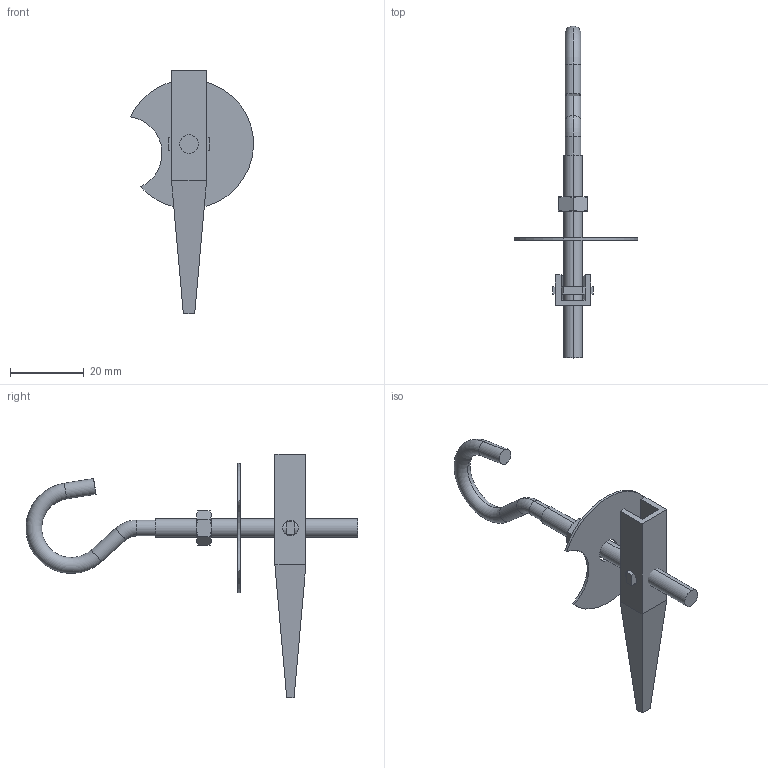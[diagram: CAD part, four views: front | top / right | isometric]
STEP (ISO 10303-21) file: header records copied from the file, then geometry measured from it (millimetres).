
FILE_DESCRIPTION (( 'STEP AP214' ), '1' );
FILE_NAME ('3482057.stp', '2018-01-29T13:14:01', ( '' ), ( '' ), 'SwSTEP 2.0', 'SolidWorks 2016', '' );
FILE_SCHEMA (( 'AUTOMOTIVE_DESIGN' ));
Length unit declared in the file: millimetre
Products named in the file (6): BH004-02_Standard; 35100009_Standard; BH002-03_Standard; 0067282_3470113 M5; BH004-01_Standard; 3482057
Assembly tree (5 placements, depth 2):
  3482057
    BH004-01_Standard
    0067282_3470113 M5
    BH002-03_Standard
    35100009_Standard
    BH004-02_Standard
Bounding box: 33.37 x 89.98 x 66 mm (x, y, z)
Volume: 4551.9 mm3; surface area: 6521.8 mm2
Topology: 5 solids, 5 shells, 93 faces, 222 edges, 140 vertices
Faces by surface type: plane 52, cylinder 25, cone 12, torus 4
Entity records: 2997 total; most frequent: CARTESIAN_POINT 582, DIRECTION 465, ORIENTED_EDGE 444, EDGE_CURVE 222, AXIS2_PLACEMENT_3D 171, VERTEX_POINT 140, LINE 123, VECTOR 123
